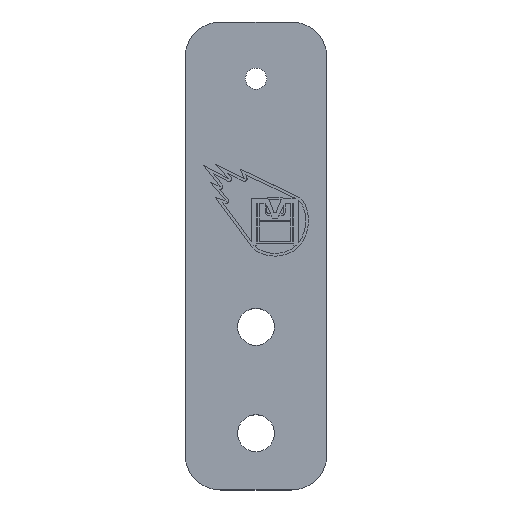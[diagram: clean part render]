
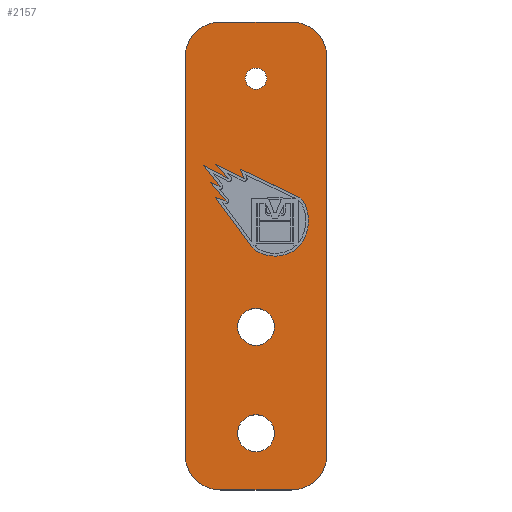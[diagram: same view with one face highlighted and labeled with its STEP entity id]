
A CAD part, top view. The second image highlights one B-rep face of the part: STEP entity #2157.
In plain terms, the highlighted planar face has unit normal (0, 0, 1).
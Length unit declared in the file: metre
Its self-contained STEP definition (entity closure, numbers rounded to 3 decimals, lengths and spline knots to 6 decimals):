
#26=B_SPLINE_CURVE_WITH_KNOTS('',3,(#3036,#3037,#3038,#3039),
 .UNSPECIFIED.,.F.,.F.,(4,4),(0.,1.),.PIECEWISE_BEZIER_KNOTS.);
#27=B_SPLINE_CURVE_WITH_KNOTS('',3,(#3041,#3042,#3043,#3044),
 .UNSPECIFIED.,.F.,.F.,(4,4),(0.,1.),.PIECEWISE_BEZIER_KNOTS.);
#48=CIRCLE('',#2288,0.0026);
#50=CIRCLE('',#2291,0.0026);
#52=CIRCLE('',#2294,0.0015);
#54=CIRCLE('',#2298,0.005);
#55=CIRCLE('',#2299,0.005);
#56=CIRCLE('',#2300,0.005);
#57=CIRCLE('',#2301,0.005);
#118=ORIENTED_EDGE('',*,*,#748,.F.);
#119=ORIENTED_EDGE('',*,*,#749,.F.);
#120=ORIENTED_EDGE('',*,*,#750,.F.);
#121=ORIENTED_EDGE('',*,*,#751,.F.);
#122=ORIENTED_EDGE('',*,*,#752,.F.);
#123=ORIENTED_EDGE('',*,*,#753,.F.);
#124=ORIENTED_EDGE('',*,*,#754,.F.);
#125=ORIENTED_EDGE('',*,*,#755,.F.);
#126=ORIENTED_EDGE('',*,*,#756,.F.);
#127=ORIENTED_EDGE('',*,*,#757,.F.);
#128=ORIENTED_EDGE('',*,*,#758,.F.);
#129=ORIENTED_EDGE('',*,*,#759,.F.);
#130=ORIENTED_EDGE('',*,*,#742,.F.);
#131=ORIENTED_EDGE('',*,*,#740,.F.);
#132=ORIENTED_EDGE('',*,*,#738,.F.);
#133=ORIENTED_EDGE('',*,*,#728,.F.);
#134=ORIENTED_EDGE('',*,*,#760,.T.);
#135=ORIENTED_EDGE('',*,*,#730,.T.);
#136=ORIENTED_EDGE('',*,*,#761,.T.);
#137=ORIENTED_EDGE('',*,*,#734,.T.);
#138=ORIENTED_EDGE('',*,*,#762,.T.);
#139=ORIENTED_EDGE('',*,*,#746,.F.);
#140=ORIENTED_EDGE('',*,*,#763,.T.);
#728=EDGE_CURVE('',#1043,#1044,#1255,.T.);
#730=EDGE_CURVE('',#1045,#1046,#1257,.T.);
#734=EDGE_CURVE('',#1049,#1050,#1261,.T.);
#738=EDGE_CURVE('',#1053,#1053,#48,.T.);
#740=EDGE_CURVE('',#1055,#1055,#50,.T.);
#742=EDGE_CURVE('',#1057,#1057,#52,.T.);
#746=EDGE_CURVE('',#1061,#1062,#1267,.T.);
#748=EDGE_CURVE('',#1063,#1064,#1269,.T.);
#749=EDGE_CURVE('',#1065,#1063,#1270,.T.);
#750=EDGE_CURVE('',#1066,#1065,#1271,.T.);
#751=EDGE_CURVE('',#1067,#1066,#1272,.T.);
#752=EDGE_CURVE('',#1068,#1067,#26,.T.);
#753=EDGE_CURVE('',#1069,#1068,#27,.T.);
#754=EDGE_CURVE('',#1070,#1069,#1273,.T.);
#755=EDGE_CURVE('',#1071,#1070,#1274,.T.);
#756=EDGE_CURVE('',#1072,#1071,#1275,.T.);
#757=EDGE_CURVE('',#1073,#1072,#1276,.T.);
#758=EDGE_CURVE('',#1074,#1073,#1277,.T.);
#759=EDGE_CURVE('',#1064,#1074,#1278,.T.);
#760=EDGE_CURVE('',#1043,#1045,#54,.T.);
#761=EDGE_CURVE('',#1046,#1049,#55,.T.);
#762=EDGE_CURVE('',#1050,#1062,#56,.T.);
#763=EDGE_CURVE('',#1061,#1044,#57,.T.);
#1043=VERTEX_POINT('',#2980);
#1044=VERTEX_POINT('',#2982);
#1045=VERTEX_POINT('',#2986);
#1046=VERTEX_POINT('',#2987);
#1049=VERTEX_POINT('',#2995);
#1050=VERTEX_POINT('',#2996);
#1053=VERTEX_POINT('',#3004);
#1055=VERTEX_POINT('',#3009);
#1057=VERTEX_POINT('',#3014);
#1061=VERTEX_POINT('',#3022);
#1062=VERTEX_POINT('',#3024);
#1063=VERTEX_POINT('',#3028);
#1064=VERTEX_POINT('',#3029);
#1065=VERTEX_POINT('',#3031);
#1066=VERTEX_POINT('',#3033);
#1067=VERTEX_POINT('',#3035);
#1068=VERTEX_POINT('',#3040);
#1069=VERTEX_POINT('',#3045);
#1070=VERTEX_POINT('',#3047);
#1071=VERTEX_POINT('',#3049);
#1072=VERTEX_POINT('',#3051);
#1073=VERTEX_POINT('',#3053);
#1074=VERTEX_POINT('',#3055);
#1255=LINE('',#2981,#1514);
#1257=LINE('',#2985,#1516);
#1261=LINE('',#2994,#1520);
#1267=LINE('',#3023,#1526);
#1269=LINE('',#3027,#1528);
#1270=LINE('',#3030,#1529);
#1271=LINE('',#3032,#1530);
#1272=LINE('',#3034,#1531);
#1273=LINE('',#3046,#1532);
#1274=LINE('',#3048,#1533);
#1275=LINE('',#3050,#1534);
#1276=LINE('',#3052,#1535);
#1277=LINE('',#3054,#1536);
#1278=LINE('',#3056,#1537);
#1514=VECTOR('',#2433,1.);
#1516=VECTOR('',#2437,1.);
#1520=VECTOR('',#2443,1.);
#1526=VECTOR('',#2469,1.);
#1528=VECTOR('',#2473,1.);
#1529=VECTOR('',#2474,1.);
#1530=VECTOR('',#2475,1.);
#1531=VECTOR('',#2476,1.);
#1532=VECTOR('',#2477,1.);
#1533=VECTOR('',#2478,1.);
#1534=VECTOR('',#2479,1.);
#1535=VECTOR('',#2480,1.);
#1536=VECTOR('',#2481,1.);
#1537=VECTOR('',#2482,1.);
#1781=EDGE_LOOP('',(#118,#119,#120,#121,#122,#123,#124,#125,#126,#127,#128,
#129));
#1782=EDGE_LOOP('',(#130));
#1783=EDGE_LOOP('',(#131));
#1784=EDGE_LOOP('',(#132));
#1785=EDGE_LOOP('',(#133,#134,#135,#136,#137,#138,#139,#140));
#1924=FACE_BOUND('',#1781,.T.);
#1925=FACE_BOUND('',#1782,.T.);
#1926=FACE_BOUND('',#1783,.T.);
#1927=FACE_BOUND('',#1784,.T.);
#1928=FACE_BOUND('',#1785,.T.);
#2061=PLANE('',#2297);
#2157=ADVANCED_FACE('',(#1924,#1925,#1926,#1927,#1928),#2061,.T.);
#2288=AXIS2_PLACEMENT_3D('',#3003,#2449,#2450);
#2291=AXIS2_PLACEMENT_3D('',#3008,#2455,#2456);
#2294=AXIS2_PLACEMENT_3D('',#3013,#2461,#2462);
#2297=AXIS2_PLACEMENT_3D('',#3026,#2471,#2472);
#2298=AXIS2_PLACEMENT_3D('',#3057,#2483,#2484);
#2299=AXIS2_PLACEMENT_3D('',#3058,#2485,#2486);
#2300=AXIS2_PLACEMENT_3D('',#3059,#2487,#2488);
#2301=AXIS2_PLACEMENT_3D('',#3060,#2489,#2490);
#2433=DIRECTION('',(-1.,0.,0.));
#2437=DIRECTION('',(0.,1.,0.));
#2443=DIRECTION('',(-1.,0.,0.));
#2449=DIRECTION('',(0.,0.,1.));
#2450=DIRECTION('',(1.,0.,0.));
#2455=DIRECTION('',(0.,0.,1.));
#2456=DIRECTION('',(1.,0.,0.));
#2461=DIRECTION('',(0.,0.,1.));
#2462=DIRECTION('',(1.,0.,0.));
#2469=DIRECTION('',(0.,1.,0.));
#2471=DIRECTION('',(0.,0.,1.));
#2472=DIRECTION('',(1.,0.,0.));
#2473=DIRECTION('',(0.688,-0.725,0.));
#2474=DIRECTION('',(-0.897,0.442,0.));
#2475=DIRECTION('',(0.407,-0.913,0.));
#2476=DIRECTION('',(-0.902,0.431,0.));
#2477=DIRECTION('',(0.594,-0.804,0.));
#2478=DIRECTION('',(-0.951,0.31,0.));
#2479=DIRECTION('',(0.642,-0.767,0.));
#2480=DIRECTION('',(-0.911,0.413,0.));
#2481=DIRECTION('',(0.615,-0.788,0.));
#2482=DIRECTION('',(-0.885,0.465,0.));
#2483=DIRECTION('',(0.,0.,1.));
#2484=DIRECTION('',(1.,0.,0.));
#2485=DIRECTION('',(0.,0.,1.));
#2486=DIRECTION('',(1.,0.,0.));
#2487=DIRECTION('',(0.,0.,1.));
#2488=DIRECTION('',(1.,0.,0.));
#2489=DIRECTION('',(0.,0.,1.));
#2490=DIRECTION('',(1.,0.,0.));
#2980=CARTESIAN_POINT('',(0.005,-0.023,0.004));
#2981=CARTESIAN_POINT('',(0.,-0.023,0.004));
#2982=CARTESIAN_POINT('',(-0.005,-0.023,0.004));
#2985=CARTESIAN_POINT('',(0.01,0.01,0.004));
#2986=CARTESIAN_POINT('',(0.01,-0.018,0.004));
#2987=CARTESIAN_POINT('',(0.01,0.038,0.004));
#2994=CARTESIAN_POINT('',(0.,0.043,0.004));
#2995=CARTESIAN_POINT('',(0.005,0.043,0.004));
#2996=CARTESIAN_POINT('',(-0.005,0.043,0.004));
#3003=CARTESIAN_POINT('',(0.,0.,0.004));
#3004=CARTESIAN_POINT('',(0.0026,0.,0.004));
#3008=CARTESIAN_POINT('',(0.,-0.015,0.004));
#3009=CARTESIAN_POINT('',(0.0026,-0.015,0.004));
#3013=CARTESIAN_POINT('',(0.,0.035,0.004));
#3014=CARTESIAN_POINT('',(0.0015,0.035,0.004));
#3022=CARTESIAN_POINT('',(-0.01,-0.018,0.004));
#3023=CARTESIAN_POINT('',(-0.01,0.01,0.004));
#3024=CARTESIAN_POINT('',(-0.01,0.038,0.004));
#3026=CARTESIAN_POINT('',(0.,0.01,0.004));
#3027=CARTESIAN_POINT('',(-0.004784,0.021913,0.004));
#3028=CARTESIAN_POINT('',(-0.005743,0.022923,0.004));
#3029=CARTESIAN_POINT('',(-0.003825,0.020902,0.004));
#3030=CARTESIAN_POINT('',(-0.003689,0.021913,0.004));
#3031=CARTESIAN_POINT('',(-0.001636,0.020902,0.004));
#3032=CARTESIAN_POINT('',(-0.001936,0.021575,0.004));
#3033=CARTESIAN_POINT('',(-0.002236,0.022249,0.004));
#3034=CARTESIAN_POINT('',(0.001949,0.020248,0.004));
#3035=CARTESIAN_POINT('',(0.006134,0.018247,0.004));
#3036=CARTESIAN_POINT('',(0.006134,0.011431,0.004));
#3037=CARTESIAN_POINT('',(0.007899,0.013403,0.004));
#3038=CARTESIAN_POINT('',(0.007739,0.016963,0.004));
#3039=CARTESIAN_POINT('',(0.006134,0.018247,0.004));
#3040=CARTESIAN_POINT('',(0.006134,0.011431,0.004));
#3041=CARTESIAN_POINT('',(-0.00062,0.011314,0.004));
#3042=CARTESIAN_POINT('',(0.000963,0.009583,0.004));
#3043=CARTESIAN_POINT('',(0.00437,0.00946,0.004));
#3044=CARTESIAN_POINT('',(0.006134,0.011431,0.004));
#3045=CARTESIAN_POINT('',(-0.00062,0.011314,0.004));
#3046=CARTESIAN_POINT('',(-0.003181,0.01478,0.004));
#3047=CARTESIAN_POINT('',(-0.005743,0.018247,0.004));
#3048=CARTESIAN_POINT('',(-0.004984,0.018,0.004));
#3049=CARTESIAN_POINT('',(-0.004226,0.017753,0.004));
#3050=CARTESIAN_POINT('',(-0.005337,0.01908,0.004));
#3051=CARTESIAN_POINT('',(-0.006449,0.020408,0.004));
#3052=CARTESIAN_POINT('',(-0.005751,0.020092,0.004));
#3053=CARTESIAN_POINT('',(-0.005054,0.019775,0.004));
#3054=CARTESIAN_POINT('',(-0.006226,0.021277,0.004));
#3055=CARTESIAN_POINT('',(-0.007398,0.022778,0.004));
#3056=CARTESIAN_POINT('',(-0.005611,0.02184,0.004));
#3057=CARTESIAN_POINT('',(0.005,-0.018,0.004));
#3058=CARTESIAN_POINT('',(0.005,0.038,0.004));
#3059=CARTESIAN_POINT('',(-0.005,0.038,0.004));
#3060=CARTESIAN_POINT('',(-0.005,-0.018,0.004));
